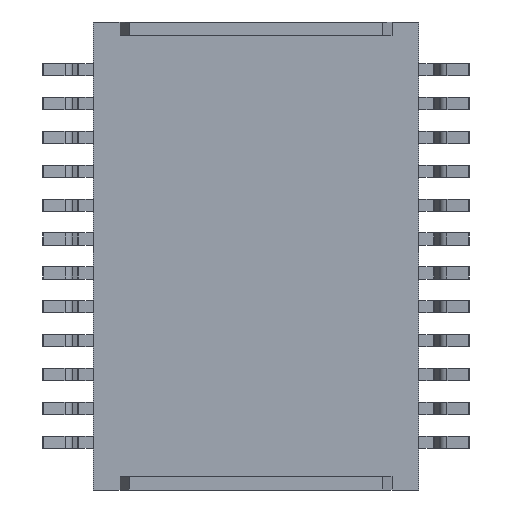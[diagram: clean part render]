
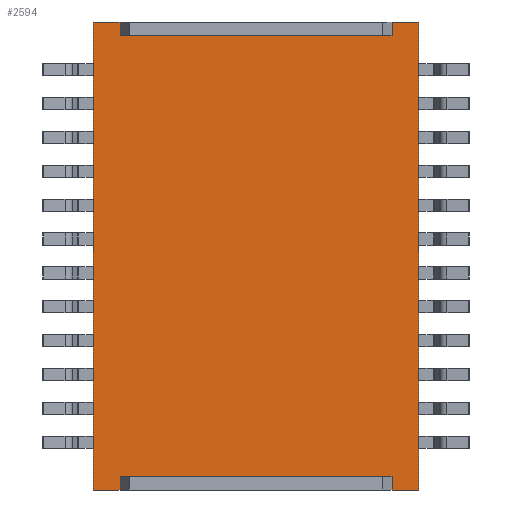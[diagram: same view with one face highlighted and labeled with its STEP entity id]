
A CAD part, front view. The second image highlights one B-rep face of the part: STEP entity #2594.
In plain terms, the highlighted planar face has unit normal (0, -1, 0).
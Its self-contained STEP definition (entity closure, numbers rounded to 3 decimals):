
#98 = CARTESIAN_POINT ( 'NONE',  ( -6.1, 0.85, -8.775 ) ) ;
#439 = VERTEX_POINT ( 'NONE', #6797 ) ;
#518 = VECTOR ( 'NONE', #7200, 1000. ) ;
#749 = DIRECTION ( 'NONE',  ( -1., 0., 0. ) ) ;
#926 = VERTEX_POINT ( 'NONE', #2309 ) ;
#1082 = EDGE_CURVE ( 'NONE', #4219, #8157, #6784, .T. ) ;
#1121 = LINE ( 'NONE', #7558, #1925 ) ;
#1137 = EDGE_CURVE ( 'NONE', #9193, #10881, #3988, .T. ) ;
#1213 = ORIENTED_EDGE ( 'NONE', *, *, #3872, .F. ) ;
#1536 = CARTESIAN_POINT ( 'NONE',  ( 5.1, 0.85, 8.275 ) ) ;
#1586 = CARTESIAN_POINT ( 'NONE',  ( 6.1, 0.85, 8.275 ) ) ;
#1709 = VECTOR ( 'NONE', #10211, 1000. ) ;
#1837 = EDGE_CURVE ( 'NONE', #10890, #8157, #5014, .T. ) ;
#1925 = VECTOR ( 'NONE', #2528, 1000. ) ;
#2209 = EDGE_CURVE ( 'NONE', #10881, #10625, #5726, .T. ) ;
#2309 = CARTESIAN_POINT ( 'NONE',  ( -5.1, 0.85, -8.275 ) ) ;
#2480 = LINE ( 'NONE', #4573, #7167 ) ;
#2481 = CARTESIAN_POINT ( 'NONE',  ( 6.1, 0.85, 8.275 ) ) ;
#2528 = DIRECTION ( 'NONE',  ( -1., 0., 0. ) ) ;
#2594 = ADVANCED_FACE ( 'NONE', ( #8945 ), #8263, .F. ) ;
#2596 = DIRECTION ( 'NONE',  ( -1., 0., 0. ) ) ;
#2894 = EDGE_LOOP ( 'NONE', ( #8068, #6497, #7751, #10490, #3395, #10452, #10245, #6473, #7953, #5385, #1213, #4432 ) ) ;
#2969 = VECTOR ( 'NONE', #6352, 1000. ) ;
#3103 = DIRECTION ( 'NONE',  ( 1., 0., 0. ) ) ;
#3234 = CARTESIAN_POINT ( 'NONE',  ( 6.1, 0.85, -8.275 ) ) ;
#3292 = VECTOR ( 'NONE', #749, 1000. ) ;
#3382 = VERTEX_POINT ( 'NONE', #6770 ) ;
#3395 = ORIENTED_EDGE ( 'NONE', *, *, #8525, .T. ) ;
#3463 = CARTESIAN_POINT ( 'NONE',  ( 6.1, 0.85, 8.775 ) ) ;
#3776 = EDGE_CURVE ( 'NONE', #10890, #926, #7721, .T. ) ;
#3795 = CARTESIAN_POINT ( 'NONE',  ( -5.1, 0.85, -8.775 ) ) ;
#3801 = EDGE_CURVE ( 'NONE', #10380, #5358, #2480, .T. ) ;
#3872 = EDGE_CURVE ( 'NONE', #10380, #439, #6088, .T. ) ;
#3988 = LINE ( 'NONE', #4939, #8274 ) ;
#4219 = VERTEX_POINT ( 'NONE', #5205 ) ;
#4277 = LINE ( 'NONE', #3234, #4534 ) ;
#4432 = ORIENTED_EDGE ( 'NONE', *, *, #3801, .T. ) ;
#4444 = CARTESIAN_POINT ( 'NONE',  ( -5.1, 0.85, 8.275 ) ) ;
#4534 = VECTOR ( 'NONE', #2596, 1000. ) ;
#4573 = CARTESIAN_POINT ( 'NONE',  ( 0., 0.85, -8.775 ) ) ;
#4630 = EDGE_CURVE ( 'NONE', #9193, #6140, #8100, .T. ) ;
#4925 = CARTESIAN_POINT ( 'NONE',  ( 5.1, 0.85, -8.775 ) ) ;
#4939 = CARTESIAN_POINT ( 'NONE',  ( 5.1, 0.85, -8.775 ) ) ;
#5014 = LINE ( 'NONE', #7595, #3292 ) ;
#5205 = CARTESIAN_POINT ( 'NONE',  ( -6.1, 0.85, 8.775 ) ) ;
#5332 = EDGE_CURVE ( 'NONE', #3382, #4219, #1121, .T. ) ;
#5358 = VERTEX_POINT ( 'NONE', #8492 ) ;
#5371 = LINE ( 'NONE', #1586, #10376 ) ;
#5385 = ORIENTED_EDGE ( 'NONE', *, *, #9853, .F. ) ;
#5424 = DIRECTION ( 'NONE',  ( 0., 0., 1. ) ) ;
#5666 = DIRECTION ( 'NONE',  ( 0., 0., 1. ) ) ;
#5680 = CARTESIAN_POINT ( 'NONE',  ( 5.1, 0.85, 8.775 ) ) ;
#5726 = LINE ( 'NONE', #9769, #518 ) ;
#5812 = VECTOR ( 'NONE', #7539, 1000. ) ;
#5870 = EDGE_CURVE ( 'NONE', #10625, #5358, #5371, .T. ) ;
#5871 = DIRECTION ( 'NONE',  ( 0., 0., 1. ) ) ;
#6088 = LINE ( 'NONE', #8859, #9591 ) ;
#6140 = VERTEX_POINT ( 'NONE', #4444 ) ;
#6352 = DIRECTION ( 'NONE',  ( 0., 0., 1. ) ) ;
#6473 = ORIENTED_EDGE ( 'NONE', *, *, #1837, .F. ) ;
#6497 = ORIENTED_EDGE ( 'NONE', *, *, #2209, .F. ) ;
#6526 = DIRECTION ( 'NONE',  ( 0., 1., 0. ) ) ;
#6666 = CARTESIAN_POINT ( 'NONE',  ( -6.1, 0.85, 8.275 ) ) ;
#6770 = CARTESIAN_POINT ( 'NONE',  ( -5.1, 0.85, 8.775 ) ) ;
#6784 = LINE ( 'NONE', #6666, #1709 ) ;
#6797 = CARTESIAN_POINT ( 'NONE',  ( 5.1, 0.85, -8.275 ) ) ;
#6806 = AXIS2_PLACEMENT_3D ( 'NONE', #7468, #6526, #9955 ) ;
#6998 = LINE ( 'NONE', #3795, #2969 ) ;
#7167 = VECTOR ( 'NONE', #3103, 1000. ) ;
#7200 = DIRECTION ( 'NONE',  ( 1., 0., 0. ) ) ;
#7298 = VECTOR ( 'NONE', #5424, 1000. ) ;
#7375 = CARTESIAN_POINT ( 'NONE',  ( -5.1, 0.85, -8.775 ) ) ;
#7468 = CARTESIAN_POINT ( 'NONE',  ( 6.1, 0.85, 8.275 ) ) ;
#7539 = DIRECTION ( 'NONE',  ( -1., 0., 0. ) ) ;
#7558 = CARTESIAN_POINT ( 'NONE',  ( 0., 0.85, 8.775 ) ) ;
#7595 = CARTESIAN_POINT ( 'NONE',  ( 0., 0.85, -8.775 ) ) ;
#7721 = LINE ( 'NONE', #7971, #7298 ) ;
#7751 = ORIENTED_EDGE ( 'NONE', *, *, #1137, .F. ) ;
#7953 = ORIENTED_EDGE ( 'NONE', *, *, #3776, .T. ) ;
#7971 = CARTESIAN_POINT ( 'NONE',  ( -5.1, 0.85, -8.775 ) ) ;
#8068 = ORIENTED_EDGE ( 'NONE', *, *, #5870, .F. ) ;
#8100 = LINE ( 'NONE', #2481, #5812 ) ;
#8157 = VERTEX_POINT ( 'NONE', #98 ) ;
#8263 = PLANE ( 'NONE',  #6806 ) ;
#8274 = VECTOR ( 'NONE', #5871, 1000. ) ;
#8492 = CARTESIAN_POINT ( 'NONE',  ( 6.1, 0.85, -8.775 ) ) ;
#8525 = EDGE_CURVE ( 'NONE', #6140, #3382, #6998, .T. ) ;
#8859 = CARTESIAN_POINT ( 'NONE',  ( 5.1, 0.85, -8.775 ) ) ;
#8945 = FACE_OUTER_BOUND ( 'NONE', #2894, .T. ) ;
#9193 = VERTEX_POINT ( 'NONE', #1536 ) ;
#9591 = VECTOR ( 'NONE', #5666, 1000. ) ;
#9769 = CARTESIAN_POINT ( 'NONE',  ( 0., 0.85, 8.775 ) ) ;
#9853 = EDGE_CURVE ( 'NONE', #439, #926, #4277, .T. ) ;
#9955 = DIRECTION ( 'NONE',  ( 0., 0., 1. ) ) ;
#10211 = DIRECTION ( 'NONE',  ( 0., 0., -1. ) ) ;
#10245 = ORIENTED_EDGE ( 'NONE', *, *, #1082, .T. ) ;
#10376 = VECTOR ( 'NONE', #10969, 1000. ) ;
#10380 = VERTEX_POINT ( 'NONE', #4925 ) ;
#10452 = ORIENTED_EDGE ( 'NONE', *, *, #5332, .T. ) ;
#10490 = ORIENTED_EDGE ( 'NONE', *, *, #4630, .T. ) ;
#10625 = VERTEX_POINT ( 'NONE', #3463 ) ;
#10881 = VERTEX_POINT ( 'NONE', #5680 ) ;
#10890 = VERTEX_POINT ( 'NONE', #7375 ) ;
#10969 = DIRECTION ( 'NONE',  ( 0., 0., -1. ) ) ;
